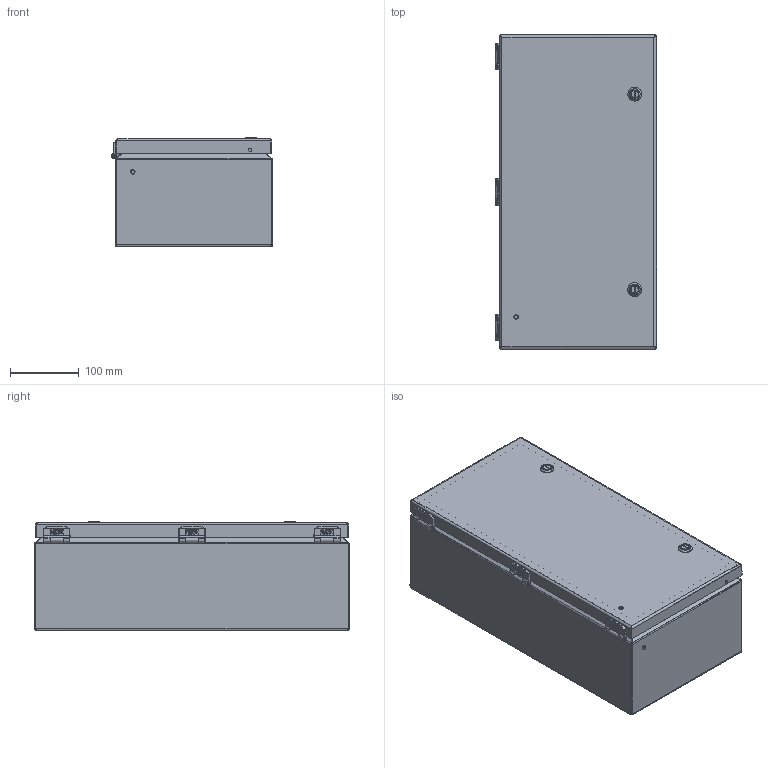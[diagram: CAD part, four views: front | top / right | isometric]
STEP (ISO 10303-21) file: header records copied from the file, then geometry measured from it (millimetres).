
FILE_DESCRIPTION (( 'STEP AP203' ), '1' );
FILE_NAME ('SCE-L9186ELJLG.step', '2021-02-09T22:24:08', ( 'ADC123' ), ( 'Microsoft' ), 'SwSTEP 2.0', 'SolidWorks 2019', '' );
FILE_SCHEMA (( 'CONFIG_CONTROL_DESIGN' ));
Length unit declared in the file: inch
Products named in the file (1): SCE-L9186ELJLG
Bounding box: 234.18 x 457.3 x 159.92 mm (x, y, z)
Surface area: 1128154.4 mm2 (no closed solid volume)
Topology: 0 solids, 54 shells, 3211 faces, 8342 edges, 5054 vertices
Faces by surface type: plane 1347, bspline 930, cylinder 817, cone 111, torus 6
Full cylindrical faces by diameter (mm): 2.743 x3, 3.439 x3, 3.81 x3, 3.962 x3, 4.013 x9, 4.064 x3, 4.166 x3, 4.318 x3, 4.42 x6, 4.763 x2, 4.775 x8, 4.826 x8, 4.902 x2, 5.08 x2, 5.537 x2, 5.842 x3, 6.058 x2, 6.35 x10, 6.463 x2, 6.502 x2, 6.604 x3, 6.756 x3, 6.824 x2, 7.112 x6, 7.137 x6, 7.167 x2, 7.874 x2, 8.28 x2, 8.89 x2, 9.474 x6
Entity records: 170017 total; most frequent: CARTESIAN_POINT 103741, ORIENTED_EDGE 15107, DIRECTION 10604, EDGE_CURVE 7852, VERTEX_POINT 4977, AXIS2_PLACEMENT_3D 3786, EDGE_LOOP 3588, FACE_OUTER_BOUND 3369
